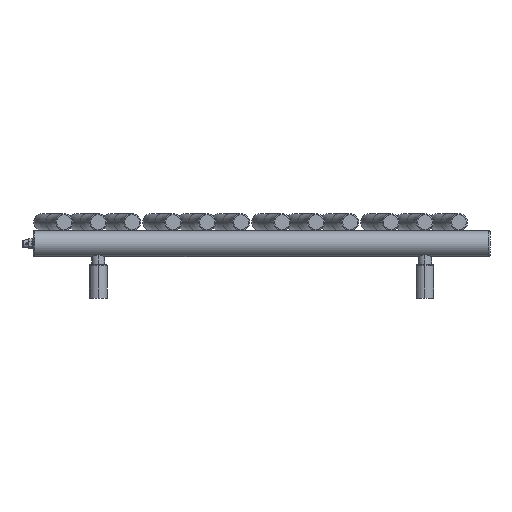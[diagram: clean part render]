
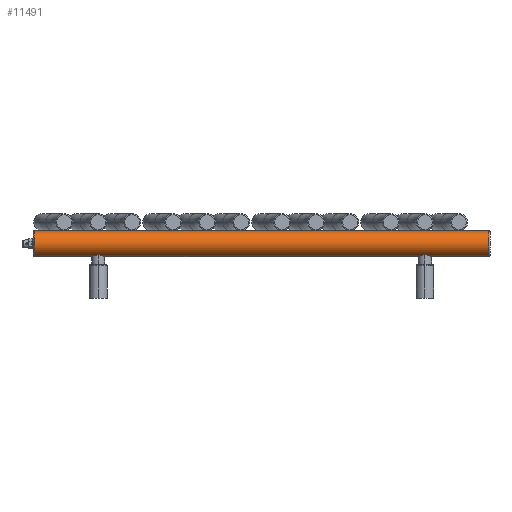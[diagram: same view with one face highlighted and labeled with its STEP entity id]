
A CAD part, front view. The second image highlights one B-rep face of the part: STEP entity #11491.
In plain terms, the highlighted cylindrical face has radius 19 mm (diameter 38 mm), a partial arc.
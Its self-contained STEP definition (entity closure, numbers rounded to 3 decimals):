
#10838=DIRECTION('',(1.,0.,0.));
#10839=VECTOR('',#10838,84.15);
#10840=CARTESIAN_POINT('',(-333.9,-1942.,-50.5));
#10841=LINE('',#10840,#10839);
#10845=CARTESIAN_POINT('',(-249.75,-1942.,-50.5));
#10884=CARTESIAN_POINT('',(-230.25,-1942.,-50.5));
#10889=DIRECTION('',(1.,0.,0.));
#10890=VECTOR('',#10889,460.5);
#10891=CARTESIAN_POINT('',(-230.25,-1942.,-50.5));
#10892=LINE('',#10891,#10890);
#10896=CARTESIAN_POINT('',(230.25,-1942.,-50.5));
#10935=CARTESIAN_POINT('',(249.75,-1942.,-50.5));
#10940=DIRECTION('',(1.,0.,0.));
#10941=VECTOR('',#10940,84.15);
#10942=CARTESIAN_POINT('',(249.75,-1942.,-50.5));
#10943=LINE('',#10942,#10941);
#10979=CARTESIAN_POINT('',(333.9,-1942.,-31.5));
#10980=DIRECTION('',(1.,0.,0.));
#10981=DIRECTION('',(0.,0.,1.));
#10982=AXIS2_PLACEMENT_3D('',#10979,#10980,#10981);
#10987=CARTESIAN_POINT('',(249.75,-1942.,-50.5));
#10988=CARTESIAN_POINT('',(249.75,-1942.323,-50.5));
#10989=CARTESIAN_POINT('',(249.718,-1942.971,
-50.484));
#10990=CARTESIAN_POINT('',(249.571,-1943.945,
-50.409));
#10991=CARTESIAN_POINT('',(249.324,-1944.91,
-50.284));
#10992=CARTESIAN_POINT('',(248.969,-1945.87,
-50.11));
#10993=CARTESIAN_POINT('',(248.507,-1946.802,
-49.891));
#10994=CARTESIAN_POINT('',(247.941,-1947.69,
-49.636));
#10995=CARTESIAN_POINT('',(247.281,-1948.513,
-49.355));
#10996=CARTESIAN_POINT('',(246.522,-1949.274,
-49.058));
#10997=CARTESIAN_POINT('',(245.685,-1949.945,
-48.764));
#10998=CARTESIAN_POINT('',(244.793,-1950.512,
-48.49));
#10999=CARTESIAN_POINT('',(243.865,-1950.971,
-48.251));
#11000=CARTESIAN_POINT('',(242.906,-1951.325,
-48.055));
#11001=CARTESIAN_POINT('',(241.93,-1951.574,
-47.912));
#11002=CARTESIAN_POINT('',(240.953,-1951.719,
-47.826));
#11003=CARTESIAN_POINT('',(240.316,-1951.75,-47.808));
#11004=CARTESIAN_POINT('',(240.,-1951.75,-47.808));
#11009=CARTESIAN_POINT('',(240.,-1951.75,-47.808));
#11010=CARTESIAN_POINT('',(239.683,-1951.75,-47.808));
#11011=CARTESIAN_POINT('',(239.046,-1951.719,
-47.826));
#11012=CARTESIAN_POINT('',(238.07,-1951.574,
-47.912));
#11013=CARTESIAN_POINT('',(237.095,-1951.326,
-48.055));
#11014=CARTESIAN_POINT('',(236.138,-1950.972,
-48.25));
#11015=CARTESIAN_POINT('',(235.21,-1950.514,
-48.489));
#11016=CARTESIAN_POINT('',(234.317,-1949.947,
-48.763));
#11017=CARTESIAN_POINT('',(233.48,-1949.276,
-49.057));
#11018=CARTESIAN_POINT('',(232.72,-1948.515,
-49.355));
#11019=CARTESIAN_POINT('',(232.06,-1947.691,
-49.635));
#11020=CARTESIAN_POINT('',(231.493,-1946.803,
-49.891));
#11021=CARTESIAN_POINT('',(231.031,-1945.871,
-50.11));
#11022=CARTESIAN_POINT('',(230.677,-1944.911,
-50.284));
#11023=CARTESIAN_POINT('',(230.429,-1943.947,
-50.408));
#11024=CARTESIAN_POINT('',(230.282,-1942.972,
-50.484));
#11025=CARTESIAN_POINT('',(230.25,-1942.324,-50.5));
#11026=CARTESIAN_POINT('',(230.25,-1942.,-50.5));
#11031=CARTESIAN_POINT('',(-230.25,-1942.,-50.5));
#11032=CARTESIAN_POINT('',(-230.25,-1942.323,-50.5));
#11033=CARTESIAN_POINT('',(-230.282,-1942.971,
-50.484));
#11034=CARTESIAN_POINT('',(-230.429,-1943.945,
-50.409));
#11035=CARTESIAN_POINT('',(-230.676,-1944.91,
-50.284));
#11036=CARTESIAN_POINT('',(-231.031,-1945.87,
-50.11));
#11037=CARTESIAN_POINT('',(-231.493,-1946.802,
-49.891));
#11038=CARTESIAN_POINT('',(-232.059,-1947.69,
-49.636));
#11039=CARTESIAN_POINT('',(-232.719,-1948.513,
-49.355));
#11040=CARTESIAN_POINT('',(-233.478,-1949.274,
-49.058));
#11041=CARTESIAN_POINT('',(-234.315,-1949.945,
-48.764));
#11042=CARTESIAN_POINT('',(-235.207,-1950.512,
-48.49));
#11043=CARTESIAN_POINT('',(-236.135,-1950.971,
-48.251));
#11044=CARTESIAN_POINT('',(-237.094,-1951.325,
-48.055));
#11045=CARTESIAN_POINT('',(-238.07,-1951.574,
-47.912));
#11046=CARTESIAN_POINT('',(-239.047,-1951.719,
-47.826));
#11047=CARTESIAN_POINT('',(-239.684,-1951.75,-47.808));
#11048=CARTESIAN_POINT('',(-240.,-1951.75,-47.808));
#11053=CARTESIAN_POINT('',(-240.,-1951.75,-47.808));
#11054=CARTESIAN_POINT('',(-240.317,-1951.75,-47.808));
#11055=CARTESIAN_POINT('',(-240.954,-1951.719,
-47.826));
#11056=CARTESIAN_POINT('',(-241.93,-1951.574,
-47.912));
#11057=CARTESIAN_POINT('',(-242.905,-1951.326,
-48.055));
#11058=CARTESIAN_POINT('',(-243.862,-1950.972,
-48.25));
#11059=CARTESIAN_POINT('',(-244.79,-1950.514,
-48.489));
#11060=CARTESIAN_POINT('',(-245.683,-1949.947,
-48.763));
#11061=CARTESIAN_POINT('',(-246.52,-1949.276,
-49.057));
#11062=CARTESIAN_POINT('',(-247.28,-1948.515,
-49.355));
#11063=CARTESIAN_POINT('',(-247.94,-1947.691,
-49.635));
#11064=CARTESIAN_POINT('',(-248.507,-1946.803,
-49.891));
#11065=CARTESIAN_POINT('',(-248.969,-1945.871,
-50.11));
#11066=CARTESIAN_POINT('',(-249.323,-1944.911,
-50.284));
#11067=CARTESIAN_POINT('',(-249.571,-1943.947,
-50.408));
#11068=CARTESIAN_POINT('',(-249.718,-1942.972,
-50.484));
#11069=CARTESIAN_POINT('',(-249.75,-1942.324,-50.5));
#11070=CARTESIAN_POINT('',(-249.75,-1942.,-50.5));
#11075=CARTESIAN_POINT('',(-333.9,-1942.,-31.5));
#11076=DIRECTION('',(-1.,0.,0.));
#11077=DIRECTION('',(0.,0.,-1.));
#11078=AXIS2_PLACEMENT_3D('',#11075,#11076,#11077);
#11083=DIRECTION('',(1.,0.,0.));
#11084=VECTOR('',#11083,667.8);
#11085=CARTESIAN_POINT('',(-333.9,-1942.,-12.5));
#11086=LINE('',#11085,#11084);
#11234=CARTESIAN_POINT('',(333.9,-1942.,-12.5));
#11235=CARTESIAN_POINT('',(333.9,-1942.,-50.5));
#11236=VERTEX_POINT('',#11234);
#11237=VERTEX_POINT('',#11235);
#11242=CARTESIAN_POINT('',(-333.9,-1942.,-50.5));
#11243=CARTESIAN_POINT('',(-333.9,-1942.,-12.5));
#11244=VERTEX_POINT('',#11242);
#11245=VERTEX_POINT('',#11243);
#11264=CARTESIAN_POINT('',(240.,-1951.75,-47.808));
#11265=VERTEX_POINT('',#11264);
#11284=CARTESIAN_POINT('',(-240.,-1951.75,-47.808));
#11285=VERTEX_POINT('',#11284);
#11286=VERTEX_POINT('',#10896);
#11287=VERTEX_POINT('',#10935);
#11288=VERTEX_POINT('',#10845);
#11289=VERTEX_POINT('',#10884);
#11471=CARTESIAN_POINT('',(-335.5,-1942.,-31.5));
#11472=DIRECTION('',(1.,0.,0.));
#11473=DIRECTION('',(0.,0.,-1.));
#11474=AXIS2_PLACEMENT_3D('',#11471,#11472,#11473);
#11475=CYLINDRICAL_SURFACE('',#11474,19.);
#11476=ORIENTED_EDGE('',*,*,#11465,.T.);
#11477=ORIENTED_EDGE('',*,*,#11427,.F.);
#11479=ORIENTED_EDGE('',*,*,#11478,.T.);
#11481=ORIENTED_EDGE('',*,*,#11480,.T.);
#11482=ORIENTED_EDGE('',*,*,#11421,.F.);
#11483=ORIENTED_EDGE('',*,*,#11384,.T.);
#11484=ORIENTED_EDGE('',*,*,#11399,.T.);
#11485=ORIENTED_EDGE('',*,*,#11417,.F.);
#11487=ORIENTED_EDGE('',*,*,#11486,.T.);
#11488=ORIENTED_EDGE('',*,*,#11413,.T.);
#11489=EDGE_LOOP('',(#11476,#11477,#11479,#11481,#11482,#11483,#11484,#11485,
#11487,#11488));
#11490=FACE_OUTER_BOUND('',#11489,.F.);
#10983=CIRCLE('',#10982,19.);
#11005=B_SPLINE_CURVE_WITH_KNOTS('',3,(#10987,#10988,#10989,#10990,#10991,
#10992,#10993,#10994,#10995,#10996,#10997,#10998,#10999,#11000,#11001,#11002,
#11003,#11004),.UNSPECIFIED.,.F.,.F.,(4,1,1,1,1,1,1,1,1,1,1,1,1,1,1,4),(0.,
0.067,0.133,0.2,0.267,0.333,
0.4,0.467,0.533,0.6,0.667,
0.733,0.8,0.867,0.933,1.),
.UNSPECIFIED.);
#11027=B_SPLINE_CURVE_WITH_KNOTS('',3,(#11009,#11010,#11011,#11012,#11013,
#11014,#11015,#11016,#11017,#11018,#11019,#11020,#11021,#11022,#11023,#11024,
#11025,#11026),.UNSPECIFIED.,.F.,.F.,(4,1,1,1,1,1,1,1,1,1,1,1,1,1,1,4),(0.,
0.067,0.133,0.2,0.267,0.333,
0.4,0.467,0.533,0.6,0.667,
0.733,0.8,0.867,0.933,1.),
.UNSPECIFIED.);
#11049=B_SPLINE_CURVE_WITH_KNOTS('',3,(#11031,#11032,#11033,#11034,#11035,
#11036,#11037,#11038,#11039,#11040,#11041,#11042,#11043,#11044,#11045,#11046,
#11047,#11048),.UNSPECIFIED.,.F.,.F.,(4,1,1,1,1,1,1,1,1,1,1,1,1,1,1,4),(0.,
0.067,0.133,0.2,0.267,0.333,
0.4,0.467,0.533,0.6,0.667,
0.733,0.8,0.867,0.933,1.),
.UNSPECIFIED.);
#11071=B_SPLINE_CURVE_WITH_KNOTS('',3,(#11053,#11054,#11055,#11056,#11057,
#11058,#11059,#11060,#11061,#11062,#11063,#11064,#11065,#11066,#11067,#11068,
#11069,#11070),.UNSPECIFIED.,.F.,.F.,(4,1,1,1,1,1,1,1,1,1,1,1,1,1,1,4),(0.,
0.067,0.133,0.2,0.267,0.333,
0.4,0.467,0.533,0.6,0.667,
0.733,0.8,0.867,0.933,1.),
.UNSPECIFIED.);
#11079=CIRCLE('',#11078,19.);
#11384=EDGE_CURVE('',#11289,#11285,#11049,.T.);
#11399=EDGE_CURVE('',#11285,#11288,#11071,.T.);
#11413=EDGE_CURVE('',#11245,#11236,#11086,.T.);
#11417=EDGE_CURVE('',#11244,#11288,#10841,.T.);
#11421=EDGE_CURVE('',#11289,#11286,#10892,.T.);
#11427=EDGE_CURVE('',#11287,#11237,#10943,.T.);
#11465=EDGE_CURVE('',#11236,#11237,#10983,.T.);
#11478=EDGE_CURVE('',#11287,#11265,#11005,.T.);
#11480=EDGE_CURVE('',#11265,#11286,#11027,.T.);
#11486=EDGE_CURVE('',#11244,#11245,#11079,.T.);
#11491=ADVANCED_FACE('',(#11490),#11475,.T.);
